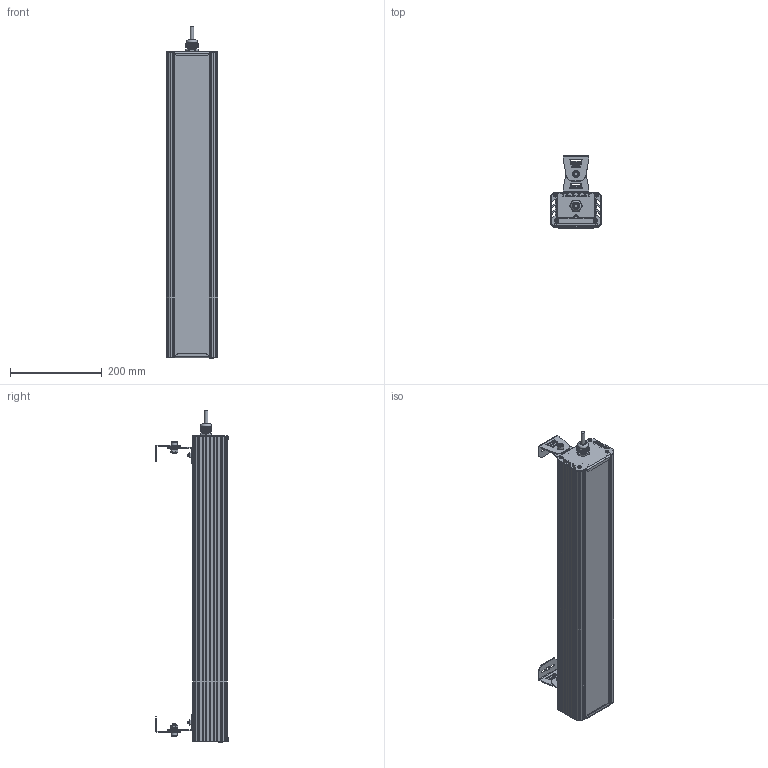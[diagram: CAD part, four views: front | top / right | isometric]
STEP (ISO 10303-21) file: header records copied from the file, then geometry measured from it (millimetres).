
FILE_DESCRIPTION(('STEP AP214'), '1');
FILE_NAME('001.0070.19.000 - ÃÑÏ-Ïðèìà-90', '2023-09-25T06:14:40', ('Ëóêîíèí Å Ï'), ('ÎÊÁ Ñâîé Ñòèëü'), 'C3D Converter', 'C3D Toolkit', '');
FILE_SCHEMA(('AUTOMOTIVE_DESIGN { 1 0 10303 214 3 1 1}'));
Length unit declared in the file: millimetre
Products named in the file (32): 001.0070.19.000; 001.0065.01.000
Assembly tree (61 placements, depth 4):
  001.0070.19.000
    (unnamed)
      (unnamed)
      (unnamed)
      (unnamed)  x4
      (unnamed)
      (unnamed)  x4
      (unnamed)
      (unnamed)
      (unnamed)
      (unnamed)  x9
        (unnamed)
        (unnamed)
        (unnamed)
        (unnamed)
        (unnamed)
        (unnamed)
        (unnamed)
        (unnamed)
        (unnamed)
      (unnamed)
        (unnamed)
    001.0065.01.000  x2
      (unnamed)
      (unnamed)
      (unnamed)
      (unnamed)
      (unnamed)
      (unnamed)
      (unnamed)
      (unnamed)
      (unnamed)
Bounding box: 112.19 x 158.42 x 722 mm (x, y, z)
Volume: 1272923 mm3; surface area: 1093686.9 mm2
Topology: 342 solids, 342 shells, 4337 faces, 10674 edges, 7156 vertices
Faces by surface type: plane 2773, cylinder 1311, cone 166, bspline 49, sphere 27, torus 11
Full cylindrical faces by diameter (mm): 1 x27, 2 x18, 2.5 x36, 2.8 x225, 3.2 x27, 3.5 x45, 4 x8, 6 x4, 6.375 x2, 8 x12, 8.5 x8, 12 x3, 12.5 x1, 13.333 x2, 16 x5, 18.5 x3, 20 x1, 23.5 x1
Entity records: 119872 total; most frequent: CARTESIAN_POINT 49901, DIRECTION 9580, ORIENTED_EDGE 9256, EDGE_CURVE 4628, COLOUR_RGB 3910, PRESENTATION_STYLE_ASSIGNMENT 3910, AXIS2_PLACEMENT_3D 3445, VERTEX_POINT 3162
